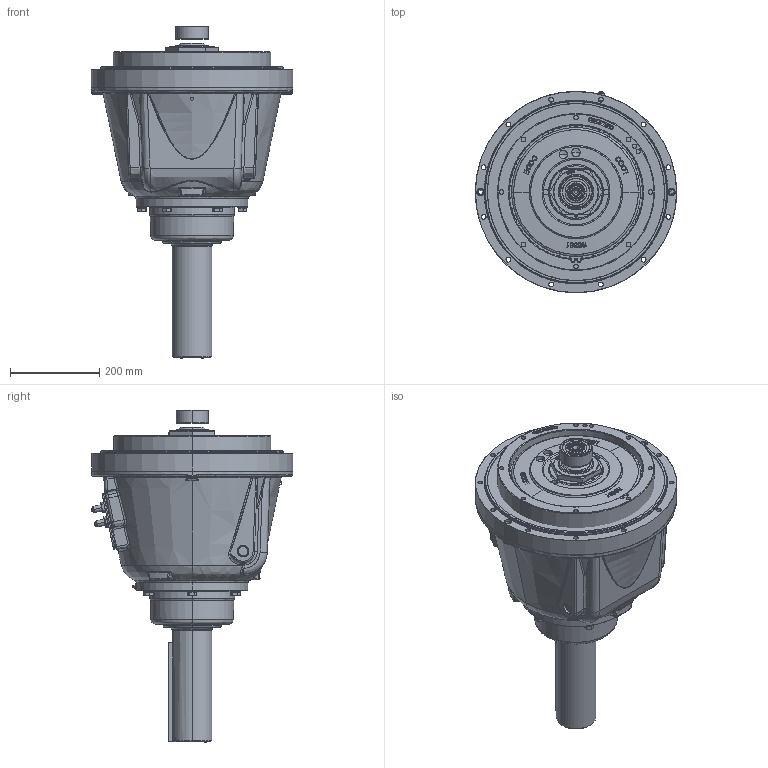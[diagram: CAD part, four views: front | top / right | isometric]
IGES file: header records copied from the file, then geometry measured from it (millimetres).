
Start section: SolidWorks IGES file using analytic representation for surfaces
Global section: file name: 1030487A.igs; native system: SolidWorks 2021; preprocessor: SolidWorks 2021; author: PDMBatchService; date: 240828.192419; units: millimetre
Bounding box: 450.85 x 451.38 x 744.05 mm (x, y, z)
Surface area: 1396897.5 mm2 (no closed solid volume)
Topology: 0 solids, 0 shells, 1000 faces, 20698 edges, 20664 vertices
Faces by surface type: bspline 602, revolution 398
